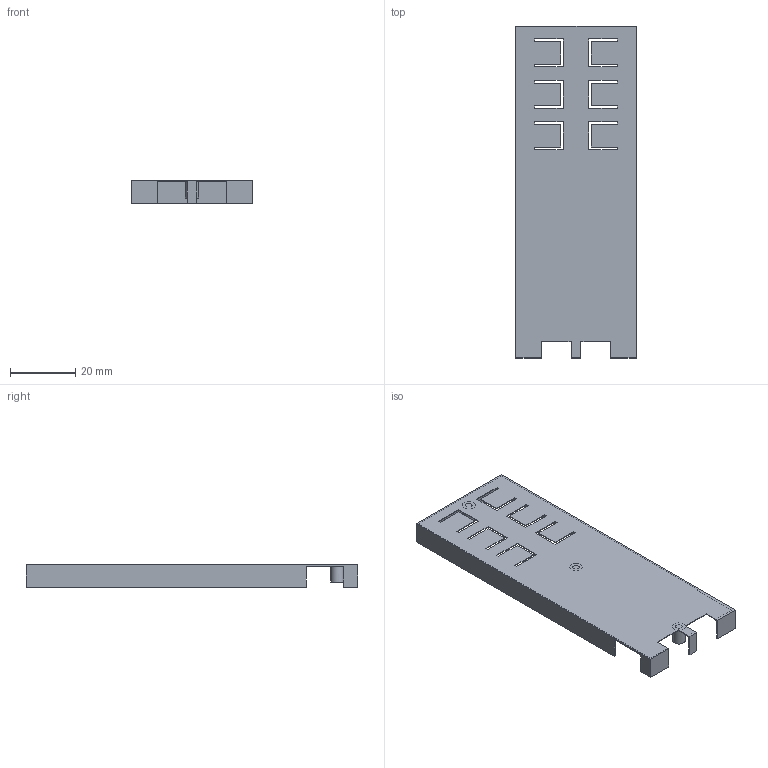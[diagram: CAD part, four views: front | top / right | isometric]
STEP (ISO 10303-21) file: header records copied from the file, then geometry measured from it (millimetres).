
FILE_DESCRIPTION(/* description */ (''),/* implementation_level */ '2;1');
FILE_NAME(/* name */ 'RemoteTopCover.step',/* time_stamp */ '2022-08-01T12:34:56+05:30',/* author */ (''),/* organization */ (''),/* preprocessor_version */ 'ST-DEVELOPER v19',/* originating_system */ 'Autodesk Translation Framework v11.7.0.108',/* authorisation */ '');
FILE_SCHEMA (('AUTOMOTIVE_DESIGN { 1 0 10303 214 3 1 1 }'));
Length unit declared in the file: millimetre
Products named in the file (1): FusionComponent
Bounding box: 37 x 102 x 6.91 mm (x, y, z)
Volume: 1653.2 mm3; surface area: 10731 mm2
Topology: 1 solids, 1 shells, 97 faces, 265 edges, 175 vertices
Faces by surface type: plane 91, cylinder 6
Full cylindrical faces by diameter (mm): 2 x3, 4 x3
Entity records: 3070 total; most frequent: CARTESIAN_POINT 538, ORIENTED_EDGE 530, DIRECTION 475, EDGE_CURVE 265, LINE 251, VECTOR 251, VERTEX_POINT 175, EDGE_LOOP 114
